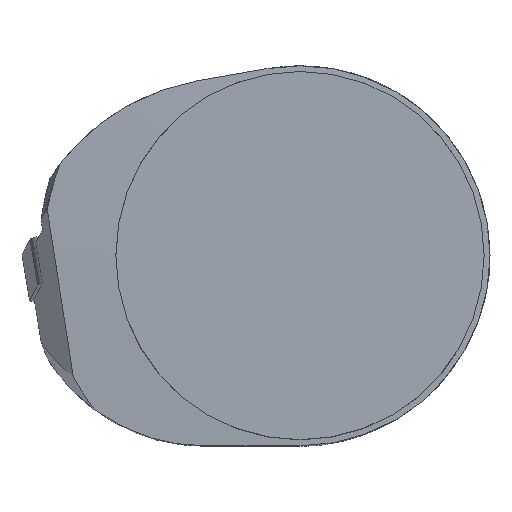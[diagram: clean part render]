
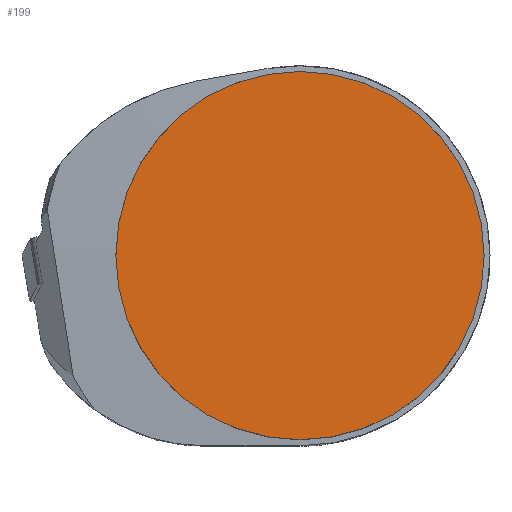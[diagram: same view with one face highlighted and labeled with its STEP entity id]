
A CAD part, top view. The second image highlights one B-rep face of the part: STEP entity #199.
In plain terms, the highlighted planar face has unit normal (0, 0, 1).
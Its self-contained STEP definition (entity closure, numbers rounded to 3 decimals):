
#159=FACE_OUTER_BOUND('',#290,.T.);
#199=ADVANCED_FACE('',(#159),#233,.T.);
#233=PLANE('',#1023);
#290=EDGE_LOOP('',(#501));
#338=CIRCLE('',#989,12.5);
#501=ORIENTED_EDGE('',*,*,#699,.T.);
#617=VERTEX_POINT('',#1404);
#699=EDGE_CURVE('',#617,#617,#338,.T.);
#989=AXIS2_PLACEMENT_3D('',#1403,#1131,#1132);
#1023=AXIS2_PLACEMENT_3D('',#1544,#1217,#1218);
#1131=DIRECTION('',(0.,0.,1.));
#1132=DIRECTION('',(1.,0.,0.));
#1217=DIRECTION('',(0.,0.,1.));
#1218=DIRECTION('',(1.,0.,0.));
#1403=CARTESIAN_POINT('',(0.,0.,0.));
#1404=CARTESIAN_POINT('',(12.5,0.,0.));
#1544=CARTESIAN_POINT('',(0.,0.,0.));
